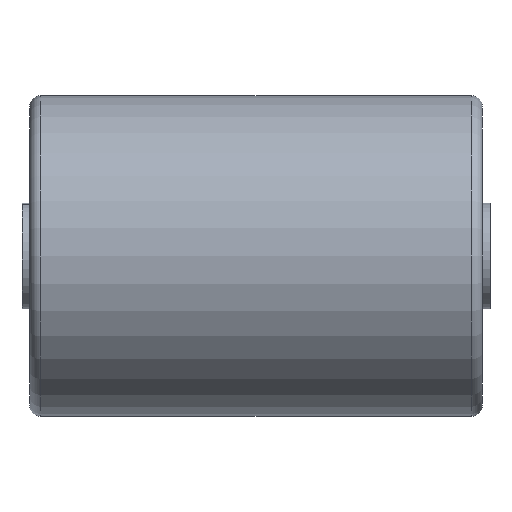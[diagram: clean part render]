
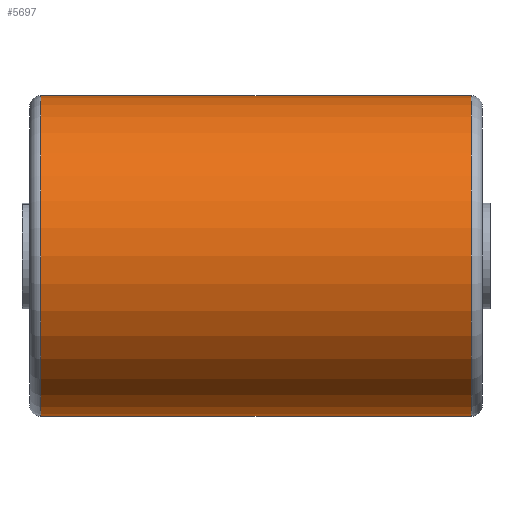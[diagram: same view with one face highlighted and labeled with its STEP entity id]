
A CAD part, front view. The second image highlights one B-rep face of the part: STEP entity #5697.
In plain terms, the highlighted cylindrical face has radius 42.5 mm (diameter 85 mm), a partial arc.
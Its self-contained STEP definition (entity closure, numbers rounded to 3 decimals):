
#203 = FACE_OUTER_BOUND ( 'NONE', #1058, .T. ) ;
#204 = VECTOR ( 'NONE', #3300, 1000. ) ;
#222 = EDGE_CURVE ( 'NONE', #5284, #595, #344, .T. ) ;
#337 = EDGE_CURVE ( 'NONE', #5284, #1368, #4091, .T. ) ;
#344 = LINE ( 'NONE', #2854, #204 ) ;
#495 = ORIENTED_EDGE ( 'NONE', *, *, #337, .T. ) ;
#595 = VERTEX_POINT ( 'NONE', #2218 ) ;
#638 = CARTESIAN_POINT ( 'NONE',  ( 117., 0., 0. ) ) ;
#969 = DIRECTION ( 'NONE',  ( -1., 0., 0. ) ) ;
#1058 = EDGE_LOOP ( 'NONE', ( #2992, #495, #3251, #3211 ) ) ;
#1259 = EDGE_CURVE ( 'NONE', #1368, #2365, #2382, .T. ) ;
#1368 = VERTEX_POINT ( 'NONE', #1653 ) ;
#1653 = CARTESIAN_POINT ( 'NONE',  ( 117., 0., 42.5 ) ) ;
#1771 = EDGE_CURVE ( 'NONE', #2365, #595, #5464, .T. ) ;
#1922 = CARTESIAN_POINT ( 'NONE',  ( 3., 0., 0. ) ) ;
#2218 = CARTESIAN_POINT ( 'NONE',  ( 3., 0., -42.5 ) ) ;
#2239 = VECTOR ( 'NONE', #4874, 1000. ) ;
#2264 = CARTESIAN_POINT ( 'NONE',  ( 117., 0., -42.5 ) ) ;
#2365 = VERTEX_POINT ( 'NONE', #4699 ) ;
#2382 = LINE ( 'NONE', #5419, #2239 ) ;
#2410 = DIRECTION ( 'NONE',  ( 0., 0., -1. ) ) ;
#2482 = AXIS2_PLACEMENT_3D ( 'NONE', #1922, #5158, #2410 ) ;
#2818 = CARTESIAN_POINT ( 'NONE',  ( 0., 0., 0. ) ) ;
#2854 = CARTESIAN_POINT ( 'NONE',  ( 0., 0., -42.5 ) ) ;
#2992 = ORIENTED_EDGE ( 'NONE', *, *, #222, .F. ) ;
#3211 = ORIENTED_EDGE ( 'NONE', *, *, #1771, .T. ) ;
#3251 = ORIENTED_EDGE ( 'NONE', *, *, #1259, .T. ) ;
#3300 = DIRECTION ( 'NONE',  ( -1., 0., 0. ) ) ;
#3305 = CYLINDRICAL_SURFACE ( 'NONE', #5941, 42.5 ) ;
#3763 = DIRECTION ( 'NONE',  ( 0., 0., 1. ) ) ;
#3869 = DIRECTION ( 'NONE',  ( 0., 0., 1. ) ) ;
#4091 = CIRCLE ( 'NONE', #4647, 42.5 ) ;
#4344 = DIRECTION ( 'NONE',  ( -1., 0., 0. ) ) ;
#4647 = AXIS2_PLACEMENT_3D ( 'NONE', #638, #4344, #3869 ) ;
#4699 = CARTESIAN_POINT ( 'NONE',  ( 3., 0., 42.5 ) ) ;
#4874 = DIRECTION ( 'NONE',  ( -1., 0., 0. ) ) ;
#5158 = DIRECTION ( 'NONE',  ( 1., 0., 0. ) ) ;
#5284 = VERTEX_POINT ( 'NONE', #2264 ) ;
#5419 = CARTESIAN_POINT ( 'NONE',  ( 0., 0., 42.5 ) ) ;
#5464 = CIRCLE ( 'NONE', #2482, 42.5 ) ;
#5697 = ADVANCED_FACE ( 'NONE', ( #203 ), #3305, .T. ) ;
#5941 = AXIS2_PLACEMENT_3D ( 'NONE', #2818, #969, #3763 ) ;
